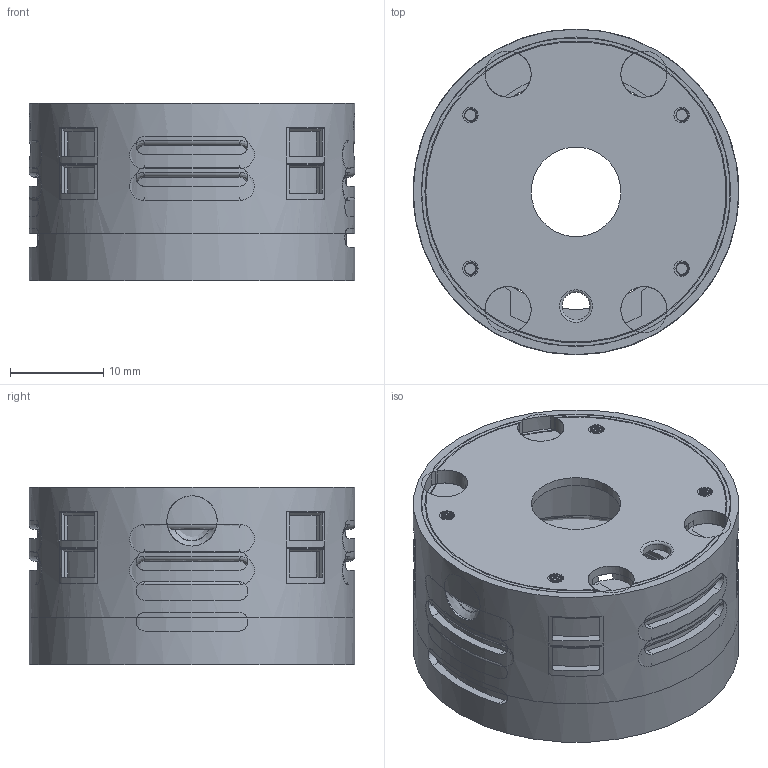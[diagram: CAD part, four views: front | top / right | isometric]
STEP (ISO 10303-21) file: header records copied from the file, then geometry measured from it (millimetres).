
FILE_DESCRIPTION(/* description */ ('','CAx-IF Rec.Pracs.---Representation and Presentation of Product Manufacturing Information (PMI)---4.0---2014-10-13'),/* implementation_level */ '2;1');
FILE_NAME(/* name */ 'Secura-SP-R1.step',/* time_stamp */ '2025-03-27T10:59:44-04:00',/* author */ (''),/* organization */ (''),/* preprocessor_version */ 'ST-DEVELOPER v20',/* originating_system */ 'Autodesk Translation Framework v13.20.0.188',/* authorisation */ '');
FILE_SCHEMA (('AP242_MANAGED_MODEL_BASED_3D_ENGINEERING_MIM_LF { 1 0 10303 442 1 1 4 }'));
Length unit declared in the file: millimetre
Products named in the file (1): Secura-SP-R1
Bounding box: 34.9 x 34.9 x 19 mm (x, y, z)
Volume: 10781.2 mm3; surface area: 16275.3 mm2
Topology: 4 solids, 4 shells, 520 faces, 1568 edges, 1034 vertices
Faces by surface type: cylinder 277, plane 159, bspline 36, cone 26, torus 22
Full cylindrical faces by diameter (mm): 1.221 x26, 1.454 x36, 1.654 x4, 1.986 x4, 2.8 x4, 2.845 x10, 3 x2, 5.385 x2, 9.6 x2, 25.2 x1, 30.4 x1, 31 x1, 32.2 x1, 32.4 x1, 33.1 x1, 33.2 x1, 34.9 x2
Entity records: 32159 total; most frequent: CARTESIAN_POINT 18660, ORIENTED_EDGE 3136, DIRECTION 2418, EDGE_CURVE 1568, VERTEX_POINT 1034, AXIS2_PLACEMENT_3D 954, EDGE_LOOP 622, B_SPLINE_CURVE_WITH_KNOTS 557
